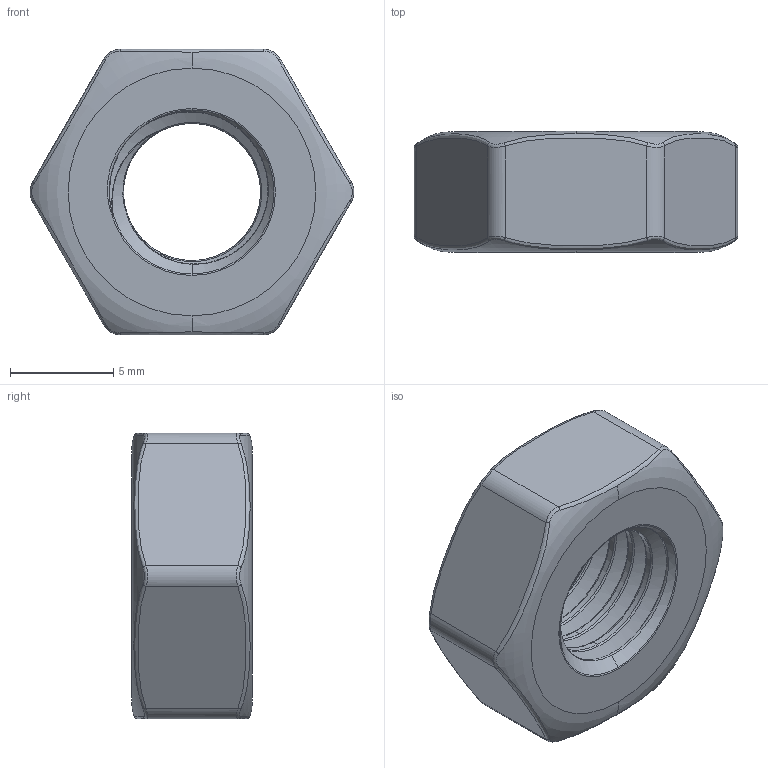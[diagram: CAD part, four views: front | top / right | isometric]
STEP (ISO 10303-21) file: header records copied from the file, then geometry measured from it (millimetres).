
FILE_DESCRIPTION (( 'STEP AP214' ), '1' );
FILE_NAME ('Ecrou M8.STEP', '2020-11-16T13:23:39', ( '' ), ( '' ), 'SwSTEP 2.0', 'SolidWorks 2020', '' );
FILE_SCHEMA (( 'AUTOMOTIVE_DESIGN' ));
Length unit declared in the file: millimetre
Products named in the file (1): Ecrou M8
Bounding box: 15.68 x 5.85 x 13.85 mm (x, y, z)
Volume: 715 mm3; surface area: 691.5 mm2
Topology: 1 solids, 1 shells, 89 faces, 203 edges, 116 vertices
Faces by surface type: bspline 39, cylinder 14, torus 12, sphere 10, plane 8, cone 6
Entity records: 10112 total; most frequent: CARTESIAN_POINT 8376, ORIENTED_EDGE 406, DIRECTION 293, EDGE_CURVE 203, AXIS2_PLACEMENT_3D 135, VERTEX_POINT 116, B_SPLINE_CURVE_WITH_KNOTS 94, EDGE_LOOP 91
